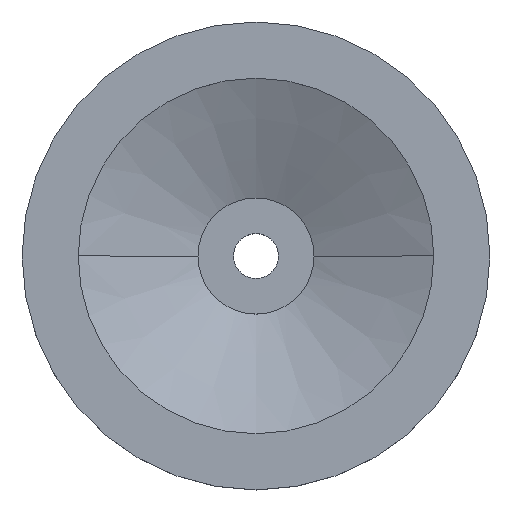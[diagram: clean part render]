
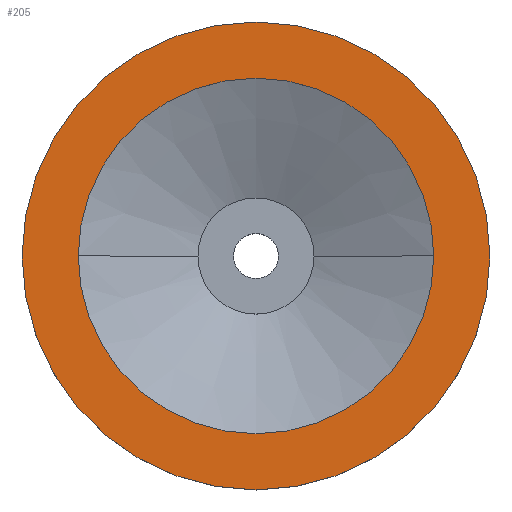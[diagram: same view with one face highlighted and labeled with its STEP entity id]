
A CAD part, top view. The second image highlights one B-rep face of the part: STEP entity #205.
In plain terms, the highlighted planar face has unit normal (0, 0, 1).
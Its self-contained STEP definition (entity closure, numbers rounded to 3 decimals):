
#113=EDGE_CURVE('',#269,#243,#299,.T.);
#139=EDGE_CURVE('',#243,#269,#328,.T.);
#143=EDGE_CURVE('',#227,#179,#332,.T.);
#179=VERTEX_POINT('',#371);
#205=ADVANCED_FACE('',(#405,#406),#407,.T.);
#227=VERTEX_POINT('',#432);
#243=VERTEX_POINT('',#449);
#245=EDGE_CURVE('',#179,#227,#451,.T.);
#269=VERTEX_POINT('',#478);
#299=CIRCLE('',#501,62.5);
#328=CIRCLE('',#539,62.5);
#332=CIRCLE('',#546,47.5);
#371=CARTESIAN_POINT('',(47.5,0.,33.0));
#405=FACE_OUTER_BOUND('',#637,.T.);
#406=FACE_BOUND('',#638,.T.);
#407=PLANE('',#639);
#432=CARTESIAN_POINT('',(-47.5,0.,33.0));
#449=CARTESIAN_POINT('',(62.5,0.,33.0));
#451=CIRCLE('',#696,47.5);
#478=CARTESIAN_POINT('',(-62.5,0.,33.0));
#501=AXIS2_PLACEMENT_3D('',#747,#748,#749);
#539=AXIS2_PLACEMENT_3D('',#793,#794,#795);
#546=AXIS2_PLACEMENT_3D('',#797,#798,#799);
#637=EDGE_LOOP('',(#901,#902));
#638=EDGE_LOOP('',(#903,#904));
#639=AXIS2_PLACEMENT_3D('',#905,#906,#907);
#696=AXIS2_PLACEMENT_3D('',#948,#949,#950);
#747=CARTESIAN_POINT('',(0.,0.,33.0));
#748=DIRECTION('',(-0.0,0.0,-1.0));
#749=DIRECTION('',(-1.0,0.,0.0));
#793=CARTESIAN_POINT('',(0.,0.,33.0));
#794=DIRECTION('',(-0.0,0.0,-1.0));
#795=DIRECTION('',(-1.0,0.,0.0));
#797=CARTESIAN_POINT('',(0.,0.,33.0));
#798=DIRECTION('',(-0.0,0.0,-1.0));
#799=DIRECTION('',(-1.0,0.,0.0));
#901=ORIENTED_EDGE('',*,*,#113,.F.);
#902=ORIENTED_EDGE('',*,*,#139,.F.);
#903=ORIENTED_EDGE('',*,*,#143,.T.);
#904=ORIENTED_EDGE('',*,*,#245,.T.);
#905=CARTESIAN_POINT('',(-55.0,0.,33.0));
#906=DIRECTION('',(0.0,0.0,1.0));
#907=DIRECTION('',(-1.0,0.,0.0));
#948=CARTESIAN_POINT('',(0.,0.,33.0));
#949=DIRECTION('',(-0.0,0.0,-1.0));
#950=DIRECTION('',(-1.0,0.,0.0));
